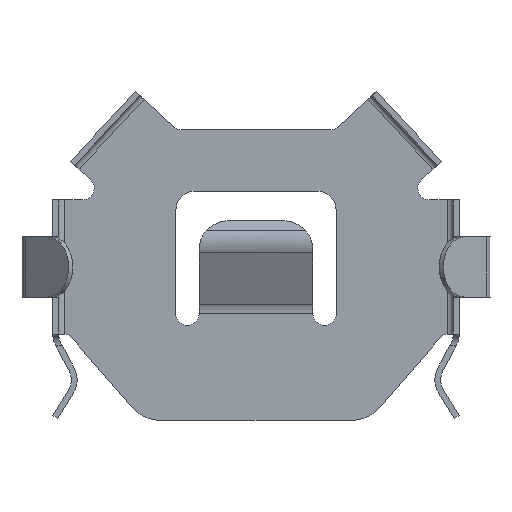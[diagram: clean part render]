
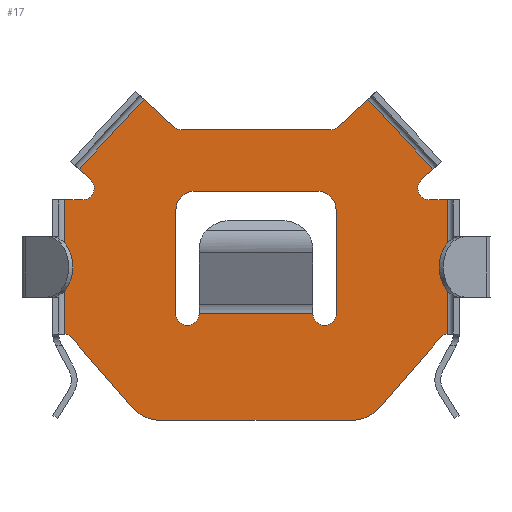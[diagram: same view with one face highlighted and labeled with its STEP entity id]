
A CAD part, front view. The second image highlights one B-rep face of the part: STEP entity #17.
In plain terms, the highlighted planar face has unit normal (0, -1, 0).
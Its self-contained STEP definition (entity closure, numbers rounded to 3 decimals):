
#17 = ADVANCED_FACE('',(#18,#204),#292,.T.);
#18 = FACE_BOUND('',#19,.T.);
#19 = EDGE_LOOP('',(#20,#31,#39,#48,#56,#64,#73,#81,#89,#97,#106,#114,
    #123,#131,#139,#147,#156,#164,#172,#181,#189,#198));
#20 = ORIENTED_EDGE('',*,*,#21,.F.);
#21 = EDGE_CURVE('',#22,#24,#26,.T.);
#22 = VERTEX_POINT('',#23);
#23 = CARTESIAN_POINT('',(3.237,0.,0.341));
#24 = VERTEX_POINT('',#25);
#25 = CARTESIAN_POINT('',(2.489,0.,0.));
#26 = CIRCLE('',#27,0.991);
#27 = AXIS2_PLACEMENT_3D('',#28,#29,#30);
#28 = CARTESIAN_POINT('',(2.489,0.,0.991));
#29 = DIRECTION('',(0.,1.,0.));
#30 = DIRECTION('',(0.,0.,-1.));
#31 = ORIENTED_EDGE('',*,*,#32,.F.);
#32 = EDGE_CURVE('',#33,#22,#35,.T.);
#33 = VERTEX_POINT('',#34);
#34 = CARTESIAN_POINT('',(4.815,0.,2.156));
#35 = LINE('',#36,#37);
#36 = CARTESIAN_POINT('',(3.237,0.,0.341));
#37 = VECTOR('',#38,1.);
#38 = DIRECTION('',(-0.656,-0.,-0.755));
#39 = ORIENTED_EDGE('',*,*,#40,.F.);
#40 = EDGE_CURVE('',#41,#33,#43,.T.);
#41 = VERTEX_POINT('',#42);
#42 = CARTESIAN_POINT('',(5.004,0.,2.258));
#43 = CIRCLE('',#44,0.305);
#44 = AXIS2_PLACEMENT_3D('',#45,#46,#47);
#45 = CARTESIAN_POINT('',(5.045,0.,1.956));
#46 = DIRECTION('',(0.,-1.,0.));
#47 = DIRECTION('',(0.,0.,1.));
#48 = ORIENTED_EDGE('',*,*,#49,.F.);
#49 = EDGE_CURVE('',#50,#41,#52,.T.);
#50 = VERTEX_POINT('',#51);
#51 = CARTESIAN_POINT('',(5.004,0.,5.763));
#52 = LINE('',#53,#54);
#53 = CARTESIAN_POINT('',(5.004,0.,2.258));
#54 = VECTOR('',#55,1.);
#55 = DIRECTION('',(-0.,-0.,-1.));
#56 = ORIENTED_EDGE('',*,*,#57,.F.);
#57 = EDGE_CURVE('',#58,#50,#60,.T.);
#58 = VERTEX_POINT('',#59);
#59 = CARTESIAN_POINT('',(4.535,0.,5.763));
#60 = LINE('',#61,#62);
#61 = CARTESIAN_POINT('',(4.535,0.,5.763));
#62 = VECTOR('',#63,1.);
#63 = DIRECTION('',(1.,0.,0.));
#64 = ORIENTED_EDGE('',*,*,#65,.F.);
#65 = EDGE_CURVE('',#66,#58,#68,.T.);
#66 = VERTEX_POINT('',#67);
#67 = CARTESIAN_POINT('',(4.328,0.,6.291));
#68 = CIRCLE('',#69,0.305);
#69 = AXIS2_PLACEMENT_3D('',#70,#71,#72);
#70 = CARTESIAN_POINT('',(4.535,0.,6.068));
#71 = DIRECTION('',(0.,-1.,0.));
#72 = DIRECTION('',(0.,0.,-1.));
#73 = ORIENTED_EDGE('',*,*,#74,.F.);
#74 = EDGE_CURVE('',#75,#66,#77,.T.);
#75 = VERTEX_POINT('',#76);
#76 = CARTESIAN_POINT('',(4.623,0.,
    6.566));
#77 = LINE('',#78,#79);
#78 = CARTESIAN_POINT('',(4.328,0.,6.291));
#79 = VECTOR('',#80,1.);
#80 = DIRECTION('',(-0.731,-0.,-0.682));
#81 = ORIENTED_EDGE('',*,*,#82,.F.);
#82 = EDGE_CURVE('',#83,#75,#85,.T.);
#83 = VERTEX_POINT('',#84);
#84 = CARTESIAN_POINT('',(2.925,0.,
    8.387));
#85 = LINE('',#86,#87);
#86 = CARTESIAN_POINT('',(2.925,0.,8.387));
#87 = VECTOR('',#88,1.);
#88 = DIRECTION('',(0.682,0.,-0.731));
#89 = ORIENTED_EDGE('',*,*,#90,.F.);
#90 = EDGE_CURVE('',#91,#83,#93,.T.);
#91 = VERTEX_POINT('',#92);
#92 = CARTESIAN_POINT('',(2.164,0.,7.676));
#93 = LINE('',#94,#95);
#94 = CARTESIAN_POINT('',(2.164,0.,7.676));
#95 = VECTOR('',#96,1.);
#96 = DIRECTION('',(0.731,0.,0.682));
#97 = ORIENTED_EDGE('',*,*,#98,.F.);
#98 = EDGE_CURVE('',#99,#91,#101,.T.);
#99 = VERTEX_POINT('',#100);
#100 = CARTESIAN_POINT('',(1.956,0.,7.595));
#101 = CIRCLE('',#102,0.305);
#102 = AXIS2_PLACEMENT_3D('',#103,#104,#105);
#103 = CARTESIAN_POINT('',(1.956,0.,7.899));
#104 = DIRECTION('',(0.,-1.,0.));
#105 = DIRECTION('',(0.,0.,-1.));
#106 = ORIENTED_EDGE('',*,*,#107,.F.);
#107 = EDGE_CURVE('',#108,#99,#110,.T.);
#108 = VERTEX_POINT('',#109);
#109 = CARTESIAN_POINT('',(-1.956,0.,7.595));
#110 = LINE('',#111,#112);
#111 = CARTESIAN_POINT('',(-1.956,0.,7.595));
#112 = VECTOR('',#113,1.);
#113 = DIRECTION('',(1.,0.,0.));
#114 = ORIENTED_EDGE('',*,*,#115,.F.);
#115 = EDGE_CURVE('',#116,#108,#118,.T.);
#116 = VERTEX_POINT('',#117);
#117 = CARTESIAN_POINT('',(-2.164,0.,7.676));
#118 = CIRCLE('',#119,0.305);
#119 = AXIS2_PLACEMENT_3D('',#120,#121,#122);
#120 = CARTESIAN_POINT('',(-1.956,0.,7.899));
#121 = DIRECTION('',(0.,-1.,0.));
#122 = DIRECTION('',(0.,0.,1.));
#123 = ORIENTED_EDGE('',*,*,#124,.F.);
#124 = EDGE_CURVE('',#125,#116,#127,.T.);
#125 = VERTEX_POINT('',#126);
#126 = CARTESIAN_POINT('',(-2.925,0.,
    8.387));
#127 = LINE('',#128,#129);
#128 = CARTESIAN_POINT('',(-2.164,0.,7.676));
#129 = VECTOR('',#130,1.);
#130 = DIRECTION('',(0.731,0.,-0.682));
#131 = ORIENTED_EDGE('',*,*,#132,.F.);
#132 = EDGE_CURVE('',#133,#125,#135,.T.);
#133 = VERTEX_POINT('',#134);
#134 = CARTESIAN_POINT('',(-4.623,0.,
    6.566));
#135 = LINE('',#136,#137);
#136 = CARTESIAN_POINT('',(-2.925,0.,8.387));
#137 = VECTOR('',#138,1.);
#138 = DIRECTION('',(0.682,0.,0.731));
#139 = ORIENTED_EDGE('',*,*,#140,.F.);
#140 = EDGE_CURVE('',#141,#133,#143,.T.);
#141 = VERTEX_POINT('',#142);
#142 = CARTESIAN_POINT('',(-4.328,0.,6.291));
#143 = LINE('',#144,#145);
#144 = CARTESIAN_POINT('',(-4.328,0.,6.291));
#145 = VECTOR('',#146,1.);
#146 = DIRECTION('',(-0.731,0.,0.682));
#147 = ORIENTED_EDGE('',*,*,#148,.F.);
#148 = EDGE_CURVE('',#149,#141,#151,.T.);
#149 = VERTEX_POINT('',#150);
#150 = CARTESIAN_POINT('',(-4.535,0.,5.763));
#151 = CIRCLE('',#152,0.305);
#152 = AXIS2_PLACEMENT_3D('',#153,#154,#155);
#153 = CARTESIAN_POINT('',(-4.535,0.,6.068));
#154 = DIRECTION('',(0.,-1.,0.));
#155 = DIRECTION('',(0.,0.,1.));
#156 = ORIENTED_EDGE('',*,*,#157,.F.);
#157 = EDGE_CURVE('',#158,#149,#160,.T.);
#158 = VERTEX_POINT('',#159);
#159 = CARTESIAN_POINT('',(-5.004,0.,5.763));
#160 = LINE('',#161,#162);
#161 = CARTESIAN_POINT('',(-4.535,0.,5.763));
#162 = VECTOR('',#163,1.);
#163 = DIRECTION('',(1.,0.,0.));
#164 = ORIENTED_EDGE('',*,*,#165,.F.);
#165 = EDGE_CURVE('',#166,#158,#168,.T.);
#166 = VERTEX_POINT('',#167);
#167 = CARTESIAN_POINT('',(-5.004,0.,2.258));
#168 = LINE('',#169,#170);
#169 = CARTESIAN_POINT('',(-5.004,0.,2.258));
#170 = VECTOR('',#171,1.);
#171 = DIRECTION('',(0.,0.,1.));
#172 = ORIENTED_EDGE('',*,*,#173,.F.);
#173 = EDGE_CURVE('',#174,#166,#176,.T.);
#174 = VERTEX_POINT('',#175);
#175 = CARTESIAN_POINT('',(-4.815,0.,2.156));
#176 = CIRCLE('',#177,0.305);
#177 = AXIS2_PLACEMENT_3D('',#178,#179,#180);
#178 = CARTESIAN_POINT('',(-5.045,0.,1.956));
#179 = DIRECTION('',(0.,-1.,0.));
#180 = DIRECTION('',(0.,0.,-1.));
#181 = ORIENTED_EDGE('',*,*,#182,.F.);
#182 = EDGE_CURVE('',#183,#174,#185,.T.);
#183 = VERTEX_POINT('',#184);
#184 = CARTESIAN_POINT('',(-3.237,0.,0.341));
#185 = LINE('',#186,#187);
#186 = CARTESIAN_POINT('',(-3.237,0.,0.341));
#187 = VECTOR('',#188,1.);
#188 = DIRECTION('',(-0.656,0.,0.755));
#189 = ORIENTED_EDGE('',*,*,#190,.F.);
#190 = EDGE_CURVE('',#191,#183,#193,.T.);
#191 = VERTEX_POINT('',#192);
#192 = CARTESIAN_POINT('',(-2.489,0.,0.));
#193 = CIRCLE('',#194,0.991);
#194 = AXIS2_PLACEMENT_3D('',#195,#196,#197);
#195 = CARTESIAN_POINT('',(-2.489,0.,0.991));
#196 = DIRECTION('',(0.,1.,0.));
#197 = DIRECTION('',(0.,0.,1.));
#198 = ORIENTED_EDGE('',*,*,#199,.F.);
#199 = EDGE_CURVE('',#24,#191,#200,.T.);
#200 = LINE('',#201,#202);
#201 = CARTESIAN_POINT('',(-2.489,0.,0.));
#202 = VECTOR('',#203,1.);
#203 = DIRECTION('',(-1.,0.,0.));
#204 = FACE_BOUND('',#205,.T.);
#205 = EDGE_LOOP('',(#206,#216,#225,#233,#242,#251,#259,#268,#277,#285)
  );
#206 = ORIENTED_EDGE('',*,*,#207,.T.);
#207 = EDGE_CURVE('',#208,#210,#212,.T.);
#208 = VERTEX_POINT('',#209);
#209 = CARTESIAN_POINT('',(-1.588,0.,5.994));
#210 = VERTEX_POINT('',#211);
#211 = CARTESIAN_POINT('',(1.588,0.,5.994));
#212 = LINE('',#213,#214);
#213 = CARTESIAN_POINT('',(-1.588,0.,5.994));
#214 = VECTOR('',#215,1.);
#215 = DIRECTION('',(1.,0.,0.));
#216 = ORIENTED_EDGE('',*,*,#217,.T.);
#217 = EDGE_CURVE('',#210,#218,#220,.T.);
#218 = VERTEX_POINT('',#219);
#219 = CARTESIAN_POINT('',(2.096,0.,5.486));
#220 = CIRCLE('',#221,0.508);
#221 = AXIS2_PLACEMENT_3D('',#222,#223,#224);
#222 = CARTESIAN_POINT('',(1.588,0.,5.486));
#223 = DIRECTION('',(0.,1.,0.));
#224 = DIRECTION('',(0.,0.,1.));
#225 = ORIENTED_EDGE('',*,*,#226,.T.);
#226 = EDGE_CURVE('',#218,#227,#229,.T.);
#227 = VERTEX_POINT('',#228);
#228 = CARTESIAN_POINT('',(2.096,0.,2.794));
#229 = LINE('',#230,#231);
#230 = CARTESIAN_POINT('',(2.096,0.,5.486));
#231 = VECTOR('',#232,1.);
#232 = DIRECTION('',(0.,0.,-1.));
#233 = ORIENTED_EDGE('',*,*,#234,.T.);
#234 = EDGE_CURVE('',#227,#235,#237,.T.);
#235 = VERTEX_POINT('',#236);
#236 = CARTESIAN_POINT('',(1.791,0.,2.489));
#237 = CIRCLE('',#238,0.305);
#238 = AXIS2_PLACEMENT_3D('',#239,#240,#241);
#239 = CARTESIAN_POINT('',(1.791,0.,2.794));
#240 = DIRECTION('',(0.,1.,0.));
#241 = DIRECTION('',(0.,0.,1.));
#242 = ORIENTED_EDGE('',*,*,#243,.T.);
#243 = EDGE_CURVE('',#235,#244,#246,.T.);
#244 = VERTEX_POINT('',#245);
#245 = CARTESIAN_POINT('',(1.486,0.,2.794));
#246 = CIRCLE('',#247,0.305);
#247 = AXIS2_PLACEMENT_3D('',#248,#249,#250);
#248 = CARTESIAN_POINT('',(1.791,0.,2.794));
#249 = DIRECTION('',(0.,1.,0.));
#250 = DIRECTION('',(0.,0.,1.));
#251 = ORIENTED_EDGE('',*,*,#252,.T.);
#252 = EDGE_CURVE('',#244,#253,#255,.T.);
#253 = VERTEX_POINT('',#254);
#254 = CARTESIAN_POINT('',(-1.486,0.,2.794));
#255 = LINE('',#256,#257);
#256 = CARTESIAN_POINT('',(1.486,0.,2.794));
#257 = VECTOR('',#258,1.);
#258 = DIRECTION('',(-1.,0.,0.));
#259 = ORIENTED_EDGE('',*,*,#260,.T.);
#260 = EDGE_CURVE('',#253,#261,#263,.T.);
#261 = VERTEX_POINT('',#262);
#262 = CARTESIAN_POINT('',(-1.791,0.,2.489));
#263 = CIRCLE('',#264,0.305);
#264 = AXIS2_PLACEMENT_3D('',#265,#266,#267);
#265 = CARTESIAN_POINT('',(-1.791,0.,2.794));
#266 = DIRECTION('',(0.,1.,0.));
#267 = DIRECTION('',(0.,0.,-1.));
#268 = ORIENTED_EDGE('',*,*,#269,.T.);
#269 = EDGE_CURVE('',#261,#270,#272,.T.);
#270 = VERTEX_POINT('',#271);
#271 = CARTESIAN_POINT('',(-2.096,0.,2.794));
#272 = CIRCLE('',#273,0.305);
#273 = AXIS2_PLACEMENT_3D('',#274,#275,#276);
#274 = CARTESIAN_POINT('',(-1.791,0.,2.794));
#275 = DIRECTION('',(0.,1.,0.));
#276 = DIRECTION('',(0.,0.,-1.));
#277 = ORIENTED_EDGE('',*,*,#278,.T.);
#278 = EDGE_CURVE('',#270,#279,#281,.T.);
#279 = VERTEX_POINT('',#280);
#280 = CARTESIAN_POINT('',(-2.096,0.,5.486));
#281 = LINE('',#282,#283);
#282 = CARTESIAN_POINT('',(-2.096,0.,5.486));
#283 = VECTOR('',#284,1.);
#284 = DIRECTION('',(0.,0.,1.));
#285 = ORIENTED_EDGE('',*,*,#286,.T.);
#286 = EDGE_CURVE('',#279,#208,#287,.T.);
#287 = CIRCLE('',#288,0.508);
#288 = AXIS2_PLACEMENT_3D('',#289,#290,#291);
#289 = CARTESIAN_POINT('',(-1.588,0.,5.486));
#290 = DIRECTION('',(0.,1.,0.));
#291 = DIRECTION('',(0.,0.,-1.));
#292 = PLANE('',#293);
#293 = AXIS2_PLACEMENT_3D('',#294,#295,#296);
#294 = CARTESIAN_POINT('',(2.489,0.,0.991));
#295 = DIRECTION('',(0.,-1.,0.));
#296 = DIRECTION('',(0.,0.,-1.));
